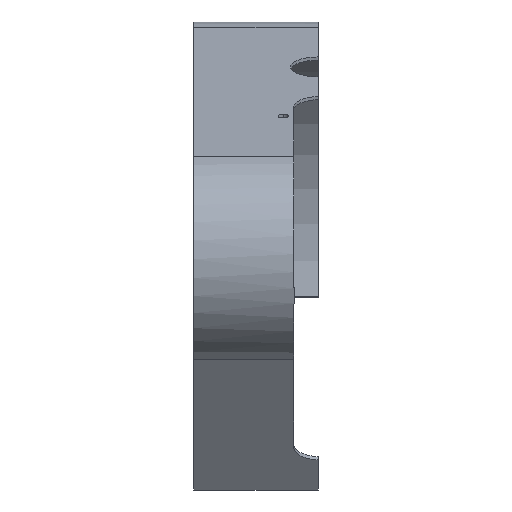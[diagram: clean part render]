
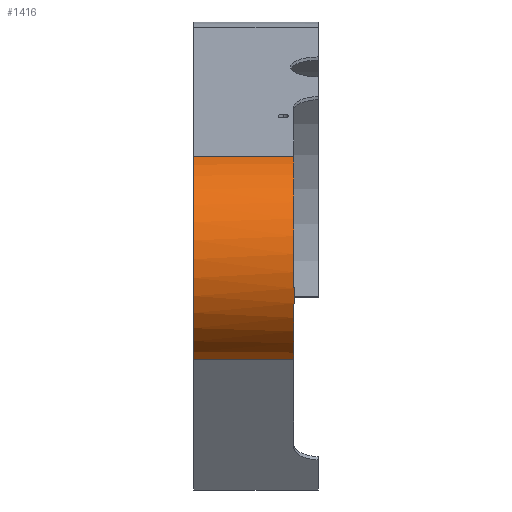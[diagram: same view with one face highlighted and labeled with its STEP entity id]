
A CAD part, front view. The second image highlights one B-rep face of the part: STEP entity #1416.
In plain terms, the highlighted cylindrical face has radius 62 mm (diameter 124 mm), a partial arc.
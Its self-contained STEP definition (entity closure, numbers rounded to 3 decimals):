
#89=CARTESIAN_POINT('Vertex',(-35.75,-20.168,-58.628)) ;
#109=CARTESIAN_POINT('Axis2P3D Location',(-35.75,0.,0.)) ;
#113=CARTESIAN_POINT('Vertex',(-35.75,-22.236,57.875)) ;
#1045=CARTESIAN_POINT('Vertex',(21.725,-22.236,57.875)) ;
#1048=CARTESIAN_POINT('Line Origine',(0.,-22.236,57.875)) ;
#1269=CARTESIAN_POINT('Axis2P3D Location',(21.725,0.,0.)) ;
#1273=CARTESIAN_POINT('Vertex',(21.725,-61.398,-8.618)) ;
#1339=CARTESIAN_POINT('Vertex',(21.725,-20.168,-58.628)) ;
#1344=CARTESIAN_POINT('Line Origine',(0.,-20.168,-58.628)) ;
#1382=CARTESIAN_POINT('Axis2P3D Location',(0.,0.,0.)) ;
#1388=CARTESIAN_POINT('Control Point',(21.725,-51.373,-34.71)) ;
#1389=CARTESIAN_POINT('Control Point',(21.725,-52.958,-32.365)) ;
#1390=CARTESIAN_POINT('Control Point',(21.757,-54.408,-29.93)) ;
#1391=CARTESIAN_POINT('Control Point',(21.789,-55.709,-27.43)) ;
#1392=CARTESIAN_POINT('Control Point',(21.818,-57.789,-22.816)) ;
#1393=CARTESIAN_POINT('Control Point',(21.795,-59.391,-18.009)) ;
#1394=CARTESIAN_POINT('Control Point',(21.774,-60.008,-15.835)) ;
#1395=CARTESIAN_POINT('Control Point',(21.744,-60.655,-13.078)) ;
#1396=CARTESIAN_POINT('Control Point',(21.729,-61.144,-10.291)) ;
#1397=CARTESIAN_POINT('Control Point',(21.726,-61.235,-9.734)) ;
#1398=CARTESIAN_POINT('Control Point',(21.725,-61.32,-9.177)) ;
#1399=CARTESIAN_POINT('Control Point',(21.725,-61.398,-8.618)) ;
#1400=CARTESIAN_POINT('Vertex',(21.725,-51.373,-34.71)) ;
#1403=CARTESIAN_POINT('Axis2P3D Location',(21.725,0.,0.)) ;
#1050=VECTOR('Line Direction',#1049,1.) ;
#1346=VECTOR('Line Direction',#1345,1.) ;
#110=DIRECTION('Axis2P3D Direction',(1.,0.,0.)) ;
#1049=DIRECTION('Vector Direction',(1.,0.,0.)) ;
#1270=DIRECTION('Axis2P3D Direction',(-1.,0.,0.)) ;
#1345=DIRECTION('Vector Direction',(1.,0.,0.)) ;
#1383=DIRECTION('Axis2P3D Direction',(1.,0.,0.)) ;
#1384=DIRECTION('Axis2P3D XDirection',(0.,1.,0.018)) ;
#1404=DIRECTION('Axis2P3D Direction',(1.,0.,0.)) ;
#111=AXIS2_PLACEMENT_3D('Circle Axis2P3D',#109,#110,$) ;
#1271=AXIS2_PLACEMENT_3D('Circle Axis2P3D',#1269,#1270,$) ;
#1385=AXIS2_PLACEMENT_3D('Cylinder Axis2P3D',#1382,#1383,#1384) ;
#1405=AXIS2_PLACEMENT_3D('Circle Axis2P3D',#1403,#1404,$) ;
#1051=LINE('Line',#1048,#1050) ;
#1347=LINE('Line',#1344,#1346) ;
#112=CIRCLE('generated circle',#111,62.) ;
#1272=CIRCLE('generated circle',#1271,62.) ;
#1406=CIRCLE('generated circle',#1405,62.) ;
#1386=CYLINDRICAL_SURFACE('generated cylinder',#1385,62.) ;
#115=EDGE_CURVE('',#114,#90,#112,.T.) ;
#1052=EDGE_CURVE('',#114,#1046,#1051,.T.) ;
#1275=EDGE_CURVE('',#1046,#1274,#1272,.F.) ;
#1348=EDGE_CURVE('',#90,#1340,#1347,.T.) ;
#1402=EDGE_CURVE('',#1401,#1274,#1387,.T.) ;
#1407=EDGE_CURVE('',#1401,#1340,#1406,.T.) ;
#1409=ORIENTED_EDGE('',*,*,#1402,.T.) ;
#1410=ORIENTED_EDGE('',*,*,#1275,.F.) ;
#1411=ORIENTED_EDGE('',*,*,#1052,.F.) ;
#1412=ORIENTED_EDGE('',*,*,#115,.T.) ;
#1413=ORIENTED_EDGE('',*,*,#1348,.T.) ;
#1414=ORIENTED_EDGE('',*,*,#1407,.F.) ;
#1408=EDGE_LOOP('',(#1409,#1410,#1411,#1412,#1413,#1414)) ;
#90=VERTEX_POINT('',#89) ;
#114=VERTEX_POINT('',#113) ;
#1046=VERTEX_POINT('',#1045) ;
#1274=VERTEX_POINT('',#1273) ;
#1340=VERTEX_POINT('',#1339) ;
#1401=VERTEX_POINT('',#1400) ;
#1416=ADVANCED_FACE('Corps principal',(#1415),#1386,.T.) ;
#1387=B_SPLINE_CURVE_WITH_KNOTS('',5,(#1388,#1389,#1390,#1391,#1392,#1393,#1394,#1395,#1396,#1397,#1398,#1399),.UNSPECIFIED.,.F.,.U.,(6,3,3,6),(0.,23.983,43.187,47.966),.UNSPECIFIED.) ;
#1415=FACE_OUTER_BOUND('',#1408,.T.) ;
